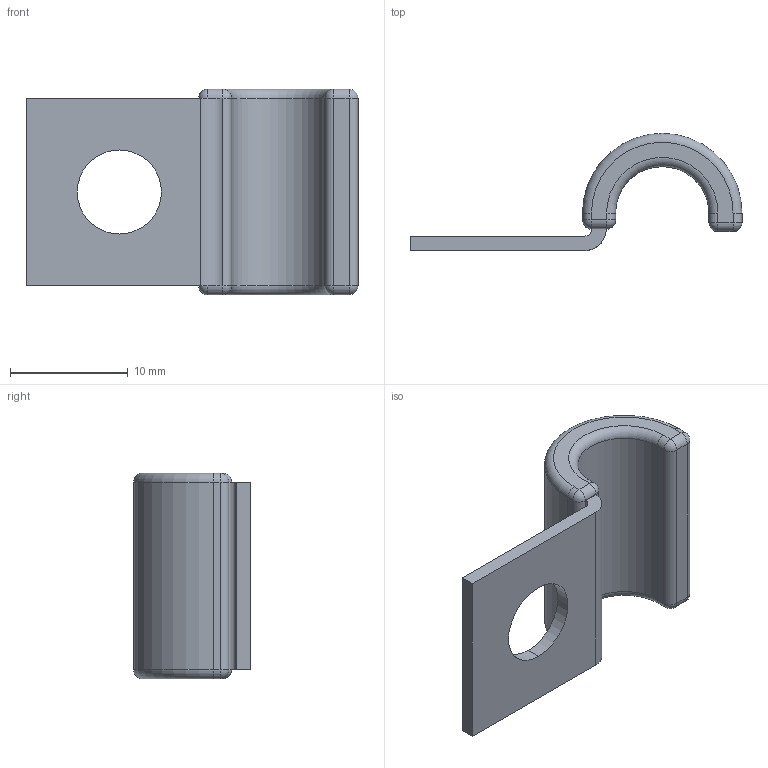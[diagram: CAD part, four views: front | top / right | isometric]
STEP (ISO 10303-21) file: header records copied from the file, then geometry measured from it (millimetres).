
FILE_DESCRIPTION (( 'STEP AP214' ), '1' );
FILE_NAME ('CHV0609Z1.step', '2018-11-27T20:51:31', ( 'User' ), ( 'Microsoft' ), 'SwSTEP 2.0', 'SolidWorks 2018', '' );
FILE_SCHEMA (( 'AUTOMOTIVE_DESIGN' ));
Length unit declared in the file: inch
Products named in the file (1): CHV0609Z1
Bounding box: 28.18 x 9.94 x 17.46 mm (x, y, z)
Volume: 1224.6 mm3; surface area: 1366 mm2
Topology: 1 solids, 1 shells, 47 faces, 108 edges, 56 vertices
Faces by surface type: cylinder 22, plane 13, sphere 8, torus 4
Entity records: 1784 total; most frequent: DIRECTION 244, CARTESIAN_POINT 204, ORIENTED_EDGE 200, EDGE_CURVE 100, AXIS2_PLACEMENT_3D 96, VERTEX_POINT 56, VECTOR 52, LINE 52
